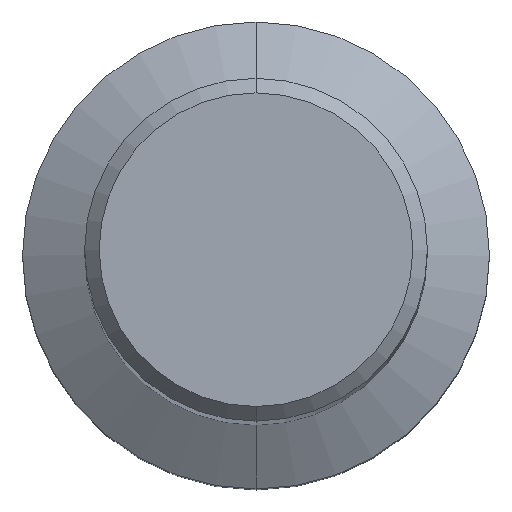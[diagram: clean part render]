
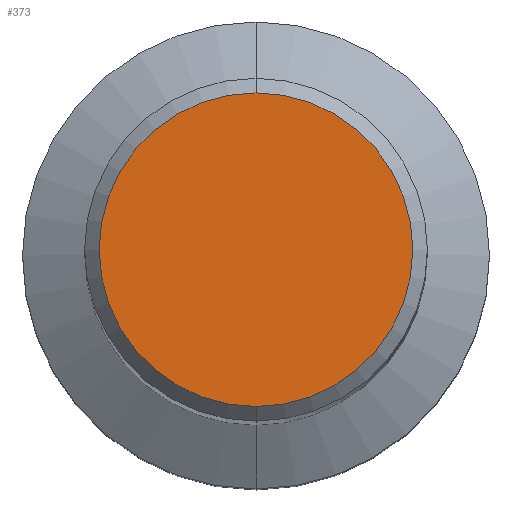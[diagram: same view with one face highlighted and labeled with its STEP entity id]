
A CAD part, top view. The second image highlights one B-rep face of the part: STEP entity #373.
In plain terms, the highlighted planar face has unit normal (0, 0, 1).
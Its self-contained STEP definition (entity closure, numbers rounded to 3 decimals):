
#281=EDGE_CURVE('',#345,#575,#678,.T.);
#345=VERTEX_POINT('',#750);
#373=ADVANCED_FACE('',(#780),#781,.T.);
#409=EDGE_CURVE('',#575,#345,#819,.T.);
#575=VERTEX_POINT('',#1003);
#678=CIRCLE('',#1152,4.264);
#750=CARTESIAN_POINT('',(0.,-4.264,0.));
#780=FACE_OUTER_BOUND('',#1298,.T.);
#781=PLANE('',#1299);
#819=CIRCLE('',#1403,4.264);
#1003=CARTESIAN_POINT('',(0.0,4.264,0.));
#1152=AXIS2_PLACEMENT_3D('',#1881,#1882,#1883);
#1298=EDGE_LOOP('',(#1984,#1985));
#1299=AXIS2_PLACEMENT_3D('',#1986,#1987,#1988);
#1403=AXIS2_PLACEMENT_3D('',#2022,#2023,#2024);
#1881=CARTESIAN_POINT('',(0.0,0.0,0.));
#1882=DIRECTION('',(0.0,0.0,-1.0));
#1883=DIRECTION('',(0.0,1.0,0.0));
#1984=ORIENTED_EDGE('',*,*,#409,.F.);
#1985=ORIENTED_EDGE('',*,*,#281,.F.);
#1986=CARTESIAN_POINT('',(0.0,2.132,0.));
#1987=DIRECTION('',(-0.0,0.0,1.0));
#1988=DIRECTION('',(0.0,-1.0,0.0));
#2022=CARTESIAN_POINT('',(0.0,0.0,0.));
#2023=DIRECTION('',(0.0,0.0,-1.0));
#2024=DIRECTION('',(0.0,1.0,0.0));
